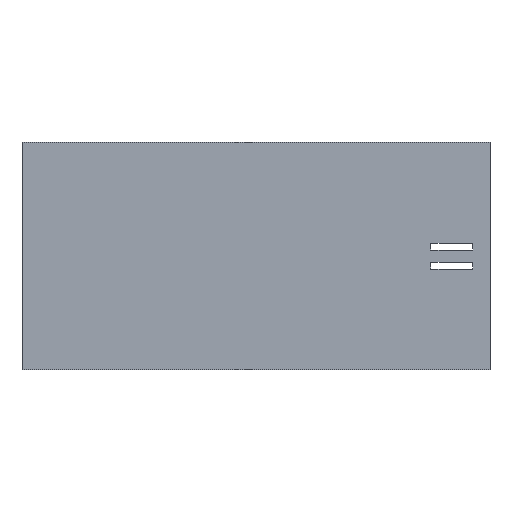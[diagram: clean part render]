
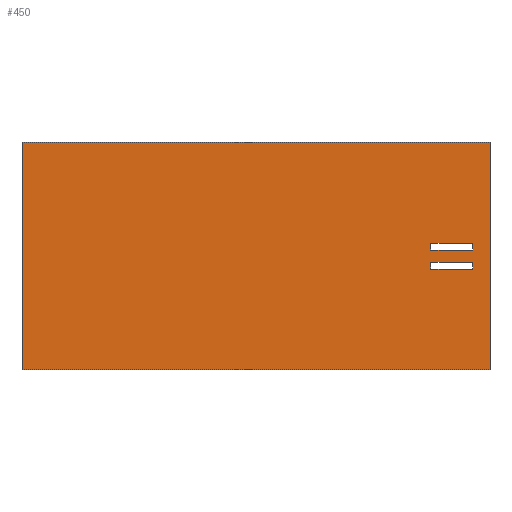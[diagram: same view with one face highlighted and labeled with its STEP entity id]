
A CAD part, top view. The second image highlights one B-rep face of the part: STEP entity #450.
In plain terms, the highlighted planar face has unit normal (0, 0, 1).
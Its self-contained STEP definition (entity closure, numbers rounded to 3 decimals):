
#17=FACE_BOUND('',#65,.T.);
#18=FACE_BOUND('',#66,.T.);
#40=FACE_OUTER_BOUND('',#64,.T.);
#64=EDGE_LOOP('',(#395,#396,#397,#398));
#65=EDGE_LOOP('',(#399,#400,#401,#402));
#66=EDGE_LOOP('',(#403,#404,#405,#406));
#103=LINE('',#670,#163);
#106=LINE('',#675,#166);
#108=LINE('',#679,#168);
#110=LINE('',#682,#170);
#111=LINE('',#686,#171);
#114=LINE('',#691,#174);
#116=LINE('',#695,#176);
#118=LINE('',#698,#178);
#120=LINE('',#703,#180);
#122=LINE('',#707,#182);
#124=LINE('',#711,#184);
#126=LINE('',#714,#186);
#163=VECTOR('',#545,10.);
#166=VECTOR('',#550,10.);
#168=VECTOR('',#554,10.);
#170=VECTOR('',#558,10.);
#171=VECTOR('',#561,10.);
#174=VECTOR('',#566,10.);
#176=VECTOR('',#570,10.);
#178=VECTOR('',#574,10.);
#180=VECTOR('',#578,10.);
#182=VECTOR('',#582,10.);
#184=VECTOR('',#586,10.);
#186=VECTOR('',#590,10.);
#215=VERTEX_POINT('',#668);
#216=VERTEX_POINT('',#669);
#217=VERTEX_POINT('',#674);
#218=VERTEX_POINT('',#678);
#219=VERTEX_POINT('',#684);
#220=VERTEX_POINT('',#685);
#221=VERTEX_POINT('',#690);
#222=VERTEX_POINT('',#694);
#223=VERTEX_POINT('',#700);
#224=VERTEX_POINT('',#702);
#225=VERTEX_POINT('',#706);
#226=VERTEX_POINT('',#710);
#263=EDGE_CURVE('',#215,#216,#103,.T.);
#266=EDGE_CURVE('',#217,#215,#106,.T.);
#268=EDGE_CURVE('',#218,#217,#108,.T.);
#270=EDGE_CURVE('',#216,#218,#110,.T.);
#271=EDGE_CURVE('',#219,#220,#111,.T.);
#274=EDGE_CURVE('',#221,#219,#114,.T.);
#276=EDGE_CURVE('',#222,#221,#116,.T.);
#278=EDGE_CURVE('',#220,#222,#118,.T.);
#280=EDGE_CURVE('',#224,#223,#120,.F.);
#282=EDGE_CURVE('',#225,#224,#122,.T.);
#284=EDGE_CURVE('',#226,#225,#124,.F.);
#286=EDGE_CURVE('',#223,#226,#126,.T.);
#395=ORIENTED_EDGE('',*,*,#286,.T.);
#396=ORIENTED_EDGE('',*,*,#284,.T.);
#397=ORIENTED_EDGE('',*,*,#282,.T.);
#398=ORIENTED_EDGE('',*,*,#280,.T.);
#399=ORIENTED_EDGE('',*,*,#263,.T.);
#400=ORIENTED_EDGE('',*,*,#270,.T.);
#401=ORIENTED_EDGE('',*,*,#268,.T.);
#402=ORIENTED_EDGE('',*,*,#266,.T.);
#403=ORIENTED_EDGE('',*,*,#271,.T.);
#404=ORIENTED_EDGE('',*,*,#278,.T.);
#405=ORIENTED_EDGE('',*,*,#276,.T.);
#406=ORIENTED_EDGE('',*,*,#274,.T.);
#428=PLANE('',#486);
#450=ADVANCED_FACE('',(#40,#17,#18),#428,.T.);
#486=AXIS2_PLACEMENT_3D('',#715,#591,#592);
#545=DIRECTION('',(1.,0.,0.));
#550=DIRECTION('',(0.,1.,0.));
#554=DIRECTION('',(-1.,0.,0.));
#558=DIRECTION('',(0.,-1.,0.));
#561=DIRECTION('',(1.,0.,0.));
#566=DIRECTION('',(0.,1.,0.));
#570=DIRECTION('',(-1.,0.,0.));
#574=DIRECTION('',(0.,-1.,0.));
#578=DIRECTION('',(-1.,0.,0.));
#582=DIRECTION('',(0.,-1.,0.));
#586=DIRECTION('',(1.,0.,0.));
#590=DIRECTION('',(0.,1.,0.));
#591=DIRECTION('center_axis',(0.,0.,1.));
#592=DIRECTION('ref_axis',(1.,0.,0.));
#668=CARTESIAN_POINT('',(25.263,7.087,41.092));
#669=CARTESIAN_POINT('',(31.263,7.087,41.092));
#670=CARTESIAN_POINT('',(12.698,7.087,41.092));
#674=CARTESIAN_POINT('',(25.263,6.087,41.092));
#675=CARTESIAN_POINT('',(25.263,7.041,41.092));
#678=CARTESIAN_POINT('',(31.263,6.087,41.092));
#679=CARTESIAN_POINT('',(15.698,6.087,41.092));
#682=CARTESIAN_POINT('',(31.263,7.541,41.092));
#684=CARTESIAN_POINT('',(25.263,9.836,41.092));
#685=CARTESIAN_POINT('',(31.263,9.836,41.092));
#686=CARTESIAN_POINT('',(12.698,9.836,41.092));
#690=CARTESIAN_POINT('',(25.263,8.836,41.092));
#691=CARTESIAN_POINT('',(25.263,8.415,41.092));
#694=CARTESIAN_POINT('',(31.263,8.836,41.092));
#695=CARTESIAN_POINT('',(15.698,8.836,41.092));
#698=CARTESIAN_POINT('',(31.263,8.915,41.092));
#700=CARTESIAN_POINT('',(33.763,-8.356,41.092));
#702=CARTESIAN_POINT('',(-33.497,-8.356,41.092));
#703=CARTESIAN_POINT('',(-16.682,-8.356,41.092));
#706=CARTESIAN_POINT('',(-33.497,24.344,41.092));
#707=CARTESIAN_POINT('',(-33.497,-1.006,41.092));
#710=CARTESIAN_POINT('',(33.763,24.344,41.092));
#711=CARTESIAN_POINT('',(16.948,24.344,41.092));
#714=CARTESIAN_POINT('',(33.763,0.994,41.092));
#715=CARTESIAN_POINT('Origin',(0.133,7.994,41.092));
